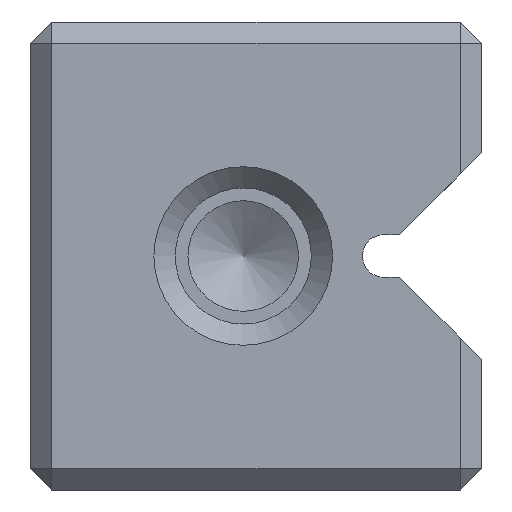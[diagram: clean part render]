
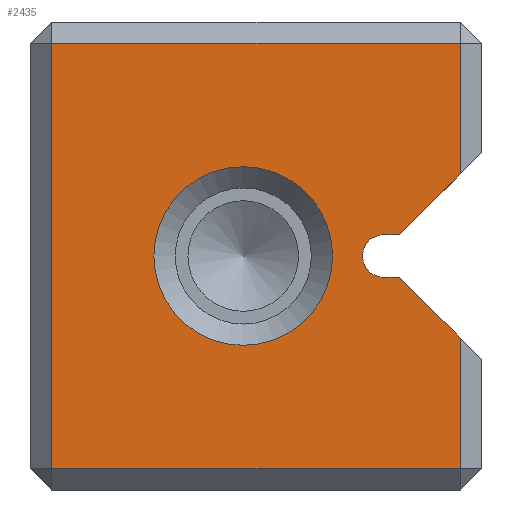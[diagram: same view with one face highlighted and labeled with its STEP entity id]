
A CAD part, left-side view. The second image highlights one B-rep face of the part: STEP entity #2435.
In plain terms, the highlighted planar face has unit normal (-1, 0, 0).
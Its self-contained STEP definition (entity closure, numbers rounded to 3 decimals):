
#2435=ADVANCED_FACE('',(#3246,#3247),#2778,.T.);
#2778=PLANE('',#8193);
#3014=CIRCLE('',#8191,2.1);
#3015=CIRCLE('',#8192,0.5);
#3246=FACE_BOUND('',#3338,.T.);
#3247=FACE_BOUND('',#3339,.T.);
#3338=EDGE_LOOP('',(#3951));
#3339=EDGE_LOOP('',(#3952,#3953,#3954,#3955,#3956,#3957,#3958,#3959,#3960,
#3961));
#3951=ORIENTED_EDGE('',*,*,#6251,.T.);
#3952=ORIENTED_EDGE('',*,*,#6252,.T.);
#3953=ORIENTED_EDGE('',*,*,#6253,.T.);
#3954=ORIENTED_EDGE('',*,*,#6254,.F.);
#3955=ORIENTED_EDGE('',*,*,#6255,.T.);
#3956=ORIENTED_EDGE('',*,*,#6256,.T.);
#3957=ORIENTED_EDGE('',*,*,#6257,.F.);
#3958=ORIENTED_EDGE('',*,*,#6258,.F.);
#3959=ORIENTED_EDGE('',*,*,#6259,.T.);
#3960=ORIENTED_EDGE('',*,*,#6260,.T.);
#3961=ORIENTED_EDGE('',*,*,#6261,.T.);
#5675=VERTEX_POINT('',#10410);
#5676=VERTEX_POINT('',#10412);
#5677=VERTEX_POINT('',#10413);
#5678=VERTEX_POINT('',#10415);
#5679=VERTEX_POINT('',#10417);
#5680=VERTEX_POINT('',#10419);
#5681=VERTEX_POINT('',#10421);
#5682=VERTEX_POINT('',#10423);
#5683=VERTEX_POINT('',#10425);
#5684=VERTEX_POINT('',#10427);
#5685=VERTEX_POINT('',#10429);
#6251=EDGE_CURVE('',#5675,#5675,#3014,.T.);
#6252=EDGE_CURVE('',#5676,#5677,#7033,.T.);
#6253=EDGE_CURVE('',#5677,#5678,#7034,.T.);
#6254=EDGE_CURVE('',#5679,#5678,#7035,.T.);
#6255=EDGE_CURVE('',#5679,#5680,#7036,.T.);
#6256=EDGE_CURVE('',#5680,#5681,#3015,.T.);
#6257=EDGE_CURVE('',#5682,#5681,#7037,.T.);
#6258=EDGE_CURVE('',#5683,#5682,#7038,.T.);
#6259=EDGE_CURVE('',#5683,#5684,#7039,.T.);
#6260=EDGE_CURVE('',#5684,#5685,#7040,.T.);
#6261=EDGE_CURVE('',#5685,#5676,#7041,.T.);
#7033=LINE('',#10411,#7691);
#7034=LINE('',#10414,#7692);
#7035=LINE('',#10416,#7693);
#7036=LINE('',#10418,#7694);
#7037=LINE('',#10422,#7695);
#7038=LINE('',#10424,#7696);
#7039=LINE('',#10426,#7697);
#7040=LINE('',#10428,#7698);
#7041=LINE('',#10430,#7699);
#7691=VECTOR('',#8647,1.);
#7692=VECTOR('',#8648,1.);
#7693=VECTOR('',#8649,1.);
#7694=VECTOR('',#8650,1.);
#7695=VECTOR('',#8653,1.);
#7696=VECTOR('',#8654,1.);
#7697=VECTOR('',#8655,1.);
#7698=VECTOR('',#8656,1.);
#7699=VECTOR('',#8657,1.);
#8191=AXIS2_PLACEMENT_3D('',#10409,#8645,#8646);
#8192=AXIS2_PLACEMENT_3D('',#10420,#8651,#8652);
#8193=AXIS2_PLACEMENT_3D('',#10431,#8658,#8659);
#8645=DIRECTION('',(1.,0.,0.));
#8646=DIRECTION('',(0.,0.,1.));
#8647=DIRECTION('',(0.,-1.,0.));
#8648=DIRECTION('',(0.,0.,1.));
#8649=DIRECTION('',(0.,-0.707,-0.707));
#8650=DIRECTION('',(0.,1.,0.));
#8651=DIRECTION('',(1.,0.,0.));
#8652=DIRECTION('',(0.,0.,1.));
#8653=DIRECTION('',(0.,1.,0.));
#8654=DIRECTION('',(0.,0.707,-0.707));
#8655=DIRECTION('',(0.,0.,1.));
#8656=DIRECTION('',(0.,1.,0.));
#8657=DIRECTION('',(0.,0.,-1.));
#8658=DIRECTION('',(-1.,0.,0.));
#8659=DIRECTION('',(0.,0.,-1.));
#10409=CARTESIAN_POINT('',(0.,5.6,5.5));
#10410=CARTESIAN_POINT('',(0.,5.6,7.6));
#10411=CARTESIAN_POINT('',(0.,5.3,0.5));
#10412=CARTESIAN_POINT('',(0.,10.1,0.5));
#10413=CARTESIAN_POINT('',(0.,0.5,0.5));
#10414=CARTESIAN_POINT('',(0.,0.5,0.));
#10415=CARTESIAN_POINT('',(0.,0.5,3.572));
#10416=CARTESIAN_POINT('',(0.,1.114,4.186));
#10417=CARTESIAN_POINT('',(0.,1.928,5.));
#10418=CARTESIAN_POINT('',(0.,2.8,5.));
#10419=CARTESIAN_POINT('',(0.,2.3,5.));
#10420=CARTESIAN_POINT('',(0.,2.3,5.5));
#10421=CARTESIAN_POINT('',(0.,2.3,6.));
#10422=CARTESIAN_POINT('',(0.,2.8,6.));
#10423=CARTESIAN_POINT('',(0.,1.928,6.));
#10424=CARTESIAN_POINT('',(0.,6.614,1.314));
#10425=CARTESIAN_POINT('',(0.,0.5,7.428));
#10426=CARTESIAN_POINT('',(0.,0.5,0.));
#10427=CARTESIAN_POINT('',(0.,0.5,10.5));
#10428=CARTESIAN_POINT('',(0.,5.3,10.5));
#10429=CARTESIAN_POINT('',(0.,10.1,10.5));
#10430=CARTESIAN_POINT('',(0.,10.1,0.));
#10431=CARTESIAN_POINT('',(0.,5.3,0.));
